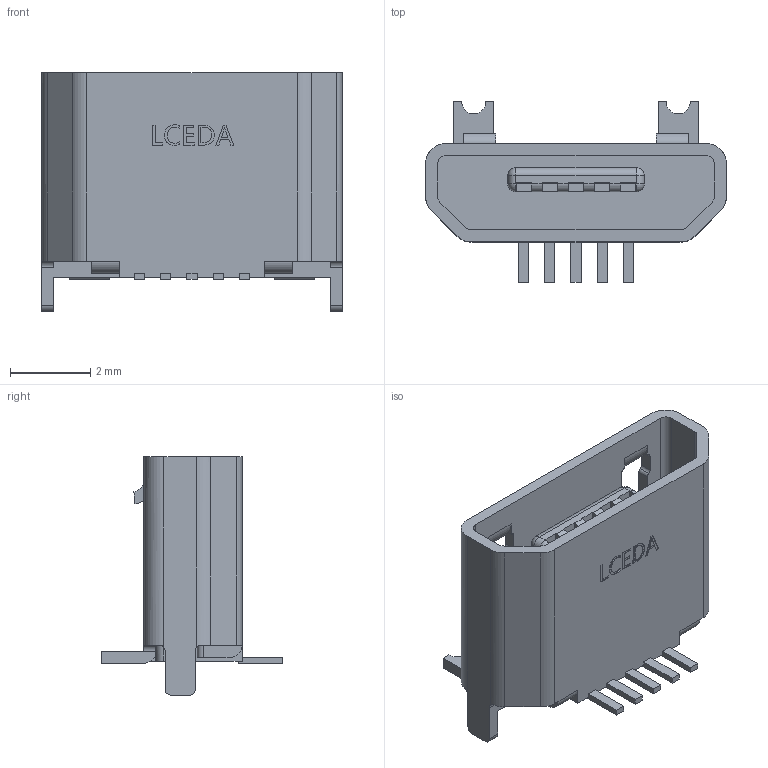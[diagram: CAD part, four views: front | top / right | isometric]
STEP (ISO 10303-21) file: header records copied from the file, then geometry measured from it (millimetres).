
FILE_DESCRIPTION (( 'STEP AP214' ), '1' );
FILE_NAME ('MICRO-USB-SMD_MICRO-21-P2-T3.step', '2022-07-07T02:47:29', ( '' ), ( '' ), 'SwSTEP 2.0', 'SolidWorks 2020', '' );
FILE_SCHEMA (( 'AUTOMOTIVE_DESIGN' ));
Length unit declared in the file: millimetre
Products named in the file (1): MICRO-USB-SMD_MICRO-21-P2-T3
Bounding box: 7.5 x 4.5 x 5.95 mm (x, y, z)
Volume: 53.2 mm3; surface area: 212.9 mm2
Topology: 1 solids, 1 shells, 492 faces, 1362 edges, 896 vertices
Faces by surface type: plane 303, bspline 112, cylinder 73, sphere 4
Entity records: 21647 total; most frequent: CARTESIAN_POINT 4929, ORIENTED_EDGE 2716, DIRECTION 2032, EDGE_CURVE 1358, LINE 974, VECTOR 974, VERTEX_POINT 896, AXIS2_PLACEMENT_3D 529
